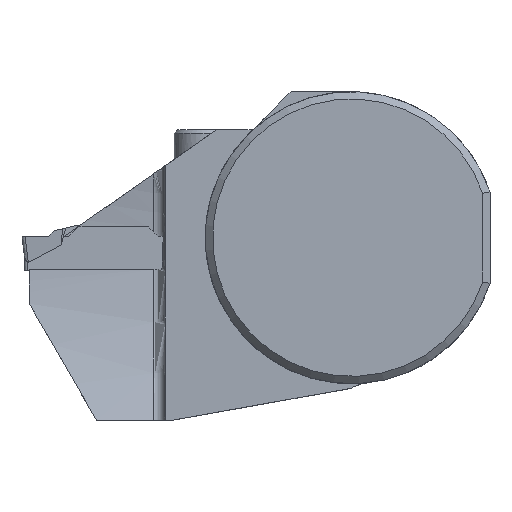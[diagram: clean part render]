
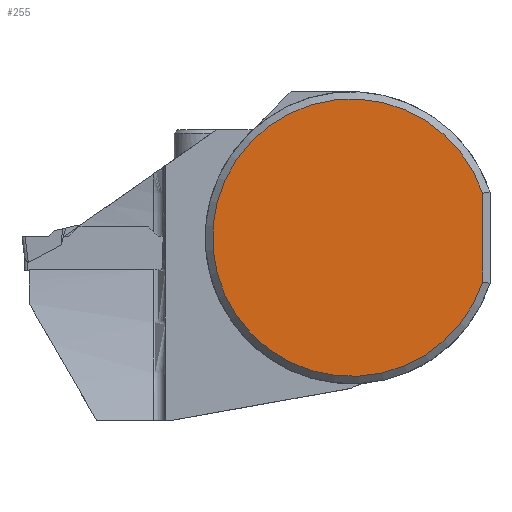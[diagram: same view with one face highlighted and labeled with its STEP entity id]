
A CAD part, top view. The second image highlights one B-rep face of the part: STEP entity #255.
In plain terms, the highlighted planar face has unit normal (0, 0, 1).
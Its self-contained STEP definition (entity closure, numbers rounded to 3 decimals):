
#195=CIRCLE('',#1857,19.);
#255=ADVANCED_FACE('',(#389),#327,.F.);
#327=PLANE('',#1859);
#389=FACE_OUTER_BOUND('',#477,.T.);
#477=EDGE_LOOP('',(#880,#881));
#880=ORIENTED_EDGE('',*,*,#1368,.T.);
#881=ORIENTED_EDGE('',*,*,#1371,.F.);
#1164=VERTEX_POINT('',#2956);
#1165=VERTEX_POINT('',#2958);
#1368=EDGE_CURVE('',#1165,#1164,#1524,.T.);
#1371=EDGE_CURVE('',#1165,#1164,#195,.T.);
#1524=LINE('',#2957,#1657);
#1657=VECTOR('',#2228,1.);
#1857=AXIS2_PLACEMENT_3D('',#2968,#2238,#2239);
#1859=AXIS2_PLACEMENT_3D('',#2970,#2242,#2243);
#2228=DIRECTION('',(0.,1.,0.));
#2238=DIRECTION('',(0.,0.,-1.));
#2239=DIRECTION('',(1.,0.,0.));
#2242=DIRECTION('',(0.,0.,-1.));
#2243=DIRECTION('',(-1.,0.,0.));
#2956=CARTESIAN_POINT('',(18.,6.083,0.325));
#2957=CARTESIAN_POINT('',(18.,20.,0.325));
#2958=CARTESIAN_POINT('',(18.,-6.083,0.325));
#2968=CARTESIAN_POINT('',(0.,0.,0.325));
#2970=CARTESIAN_POINT('',(0.,19.,0.325));
